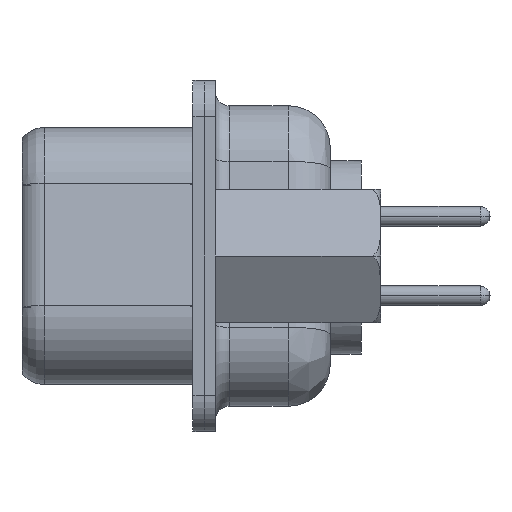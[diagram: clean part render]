
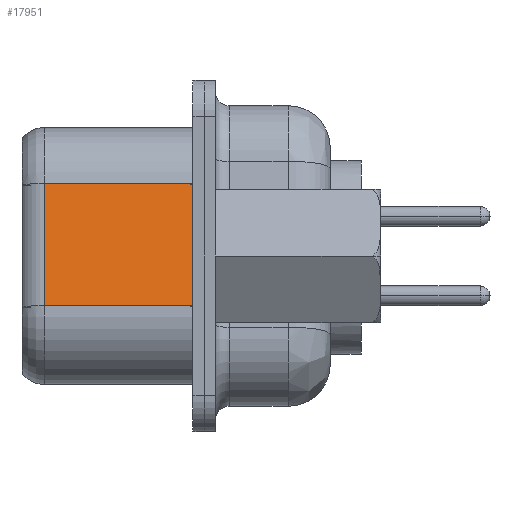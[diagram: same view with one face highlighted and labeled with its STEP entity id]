
A CAD part, left-side view. The second image highlights one B-rep face of the part: STEP entity #17951.
In plain terms, the highlighted face is planar.
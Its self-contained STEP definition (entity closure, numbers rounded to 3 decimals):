
#15750=DIRECTION('',(0.174,-0.985,0.));
#15751=VECTOR('',#15750,4.427);
#15752=CARTESIAN_POINT('',(-28.074,1.763,0.4));
#15753=LINE('',#15752,#15751);
#16243=DIRECTION('',(0.,0.,1.));
#16244=VECTOR('',#16243,5.3);
#16245=CARTESIAN_POINT('',(-27.305,-2.597,0.4));
#16246=LINE('',#16245,#16244);
#16252=DIRECTION('',(0.,0.,1.));
#16253=VECTOR('',#16252,5.3);
#16254=CARTESIAN_POINT('',(-28.074,1.763,0.4));
#16255=LINE('',#16254,#16253);
#16256=DIRECTION('',(0.174,-0.985,0.));
#16257=VECTOR('',#16256,4.427);
#16258=CARTESIAN_POINT('',(-28.074,1.763,
5.7));
#16259=LINE('',#16258,#16257);
#16985=CARTESIAN_POINT('',(-28.074,1.763,0.4));
#16986=VERTEX_POINT('',#16985);
#16987=CARTESIAN_POINT('',(-27.305,-2.597,0.4));
#16988=VERTEX_POINT('',#16987);
#17001=CARTESIAN_POINT('',(-28.074,1.763,
5.7));
#17002=VERTEX_POINT('',#17001);
#17003=CARTESIAN_POINT('',(-27.305,-2.597,
5.7));
#17004=VERTEX_POINT('',#17003);
#17938=CARTESIAN_POINT('',(-28.074,1.763,0.4));
#17939=DIRECTION('',(-0.985,-0.174,0.));
#17940=DIRECTION('',(0.174,-0.985,0.));
#17941=AXIS2_PLACEMENT_3D('',#17938,#17939,#17940);
#17942=PLANE('',#17941);
#17944=ORIENTED_EDGE('',*,*,#17943,.T.);
#17946=ORIENTED_EDGE('',*,*,#17945,.T.);
#17947=ORIENTED_EDGE('',*,*,#17929,.F.);
#17948=ORIENTED_EDGE('',*,*,#17468,.F.);
#17949=EDGE_LOOP('',(#17944,#17946,#17947,#17948));
#17950=FACE_OUTER_BOUND('',#17949,.F.);
#17468=EDGE_CURVE('',#16986,#16988,#15753,.T.);
#17929=EDGE_CURVE('',#16988,#17004,#16246,.T.);
#17943=EDGE_CURVE('',#16986,#17002,#16255,.T.);
#17945=EDGE_CURVE('',#17002,#17004,#16259,.T.);
#17951=ADVANCED_FACE('',(#17950),#17942,.T.);
